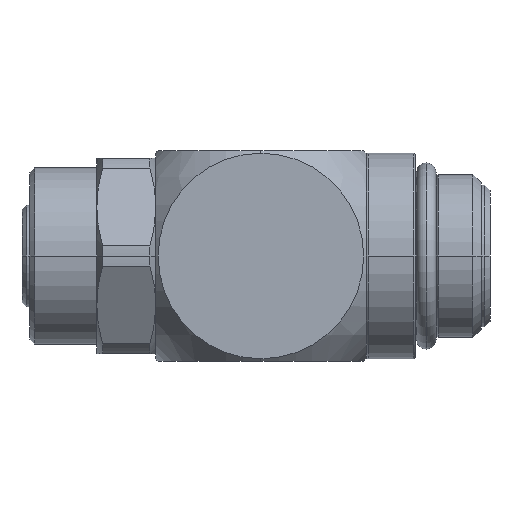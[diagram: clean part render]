
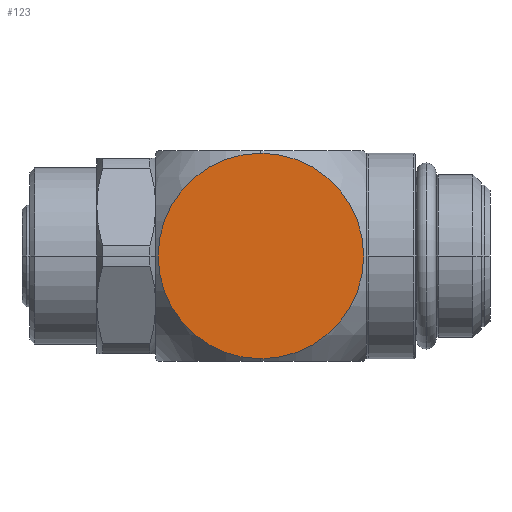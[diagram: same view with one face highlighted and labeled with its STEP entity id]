
A CAD part, left-side view. The second image highlights one B-rep face of the part: STEP entity #123.
In plain terms, the highlighted planar face has unit normal (-1, 0, 0).
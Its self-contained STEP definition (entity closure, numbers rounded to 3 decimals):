
#123=ADVANCED_FACE('',(#310),#311,.F.);
#310=FACE_OUTER_BOUND('',#527,.T.);
#311=PLANE('',#528);
#527=EDGE_LOOP('',(#1177,#1178));
#528=AXIS2_PLACEMENT_3D('',#1179,#1180,#1181);
#1177=ORIENTED_EDGE('',*,*,#1567,.F.);
#1178=ORIENTED_EDGE('',*,*,#1427,.F.);
#1179=CARTESIAN_POINT('',(-10.75,23.4,0.0));
#1180=DIRECTION('',(1.0,0.0,0.0));
#1181=DIRECTION('',(0.0,0.0,-1.0));
#1427=EDGE_CURVE('',#1722,#1724,#1725,.T.);
#1567=EDGE_CURVE('',#1724,#1722,#1949,.T.);
#1722=VERTEX_POINT('',#2128);
#1724=VERTEX_POINT('',#2130);
#1725=CIRCLE('',#2131,10.498);
#1949=CIRCLE('',#2701,10.498);
#2128=CARTESIAN_POINT('',(-10.75,23.4,-10.498));
#2130=CARTESIAN_POINT('',(-10.75,23.4,10.498));
#2131=AXIS2_PLACEMENT_3D('',#2898,#2899,#2900);
#2701=AXIS2_PLACEMENT_3D('',#3176,#3177,#3178);
#2898=CARTESIAN_POINT('',(-10.75,23.4,0.0));
#2899=DIRECTION('',(1.0,0.0,0.0));
#2900=DIRECTION('',(0.0,0.0,-1.0));
#3176=CARTESIAN_POINT('',(-10.75,23.4,0.0));
#3177=DIRECTION('',(1.0,0.0,0.0));
#3178=DIRECTION('',(0.0,0.0,-1.0));
